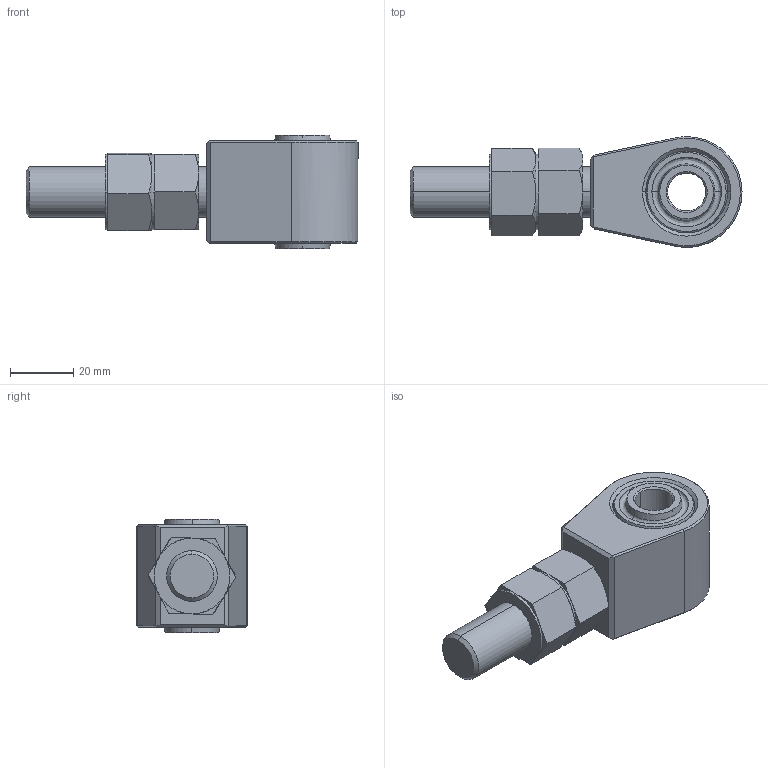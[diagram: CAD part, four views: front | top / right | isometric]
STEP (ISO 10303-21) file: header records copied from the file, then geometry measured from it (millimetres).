
FILE_DESCRIPTION (( 'STEP AP214' ), '1' );
FILE_NAME ('Flexilink M16 aus VA # 83325505.STEP', '2021-12-14T14:39:55', ( '' ), ( '' ), 'SwSTEP 2.0', 'SolidWorks 2015', '' );
FILE_SCHEMA (( 'AUTOMOTIVE_DESIGN' ));
Length unit declared in the file: millimetre
Products named in the file (1): Flexilink M16 aus VA # 83325505
Bounding box: 105 x 35 x 36 mm (x, y, z)
Volume: 62130.6 mm3; surface area: 31331.8 mm2
Topology: 7 solids, 7 shells, 130 faces, 309 edges, 190 vertices
Faces by surface type: plane 47, cone 46, cylinder 31, bspline 6
Entity records: 5813 total; most frequent: CARTESIAN_POINT 1233, DIRECTION 669, ORIENTED_EDGE 618, EDGE_CURVE 309, AXIS2_PLACEMENT_3D 268, VERTEX_POINT 190, CIRCLE 143, EDGE_LOOP 141
